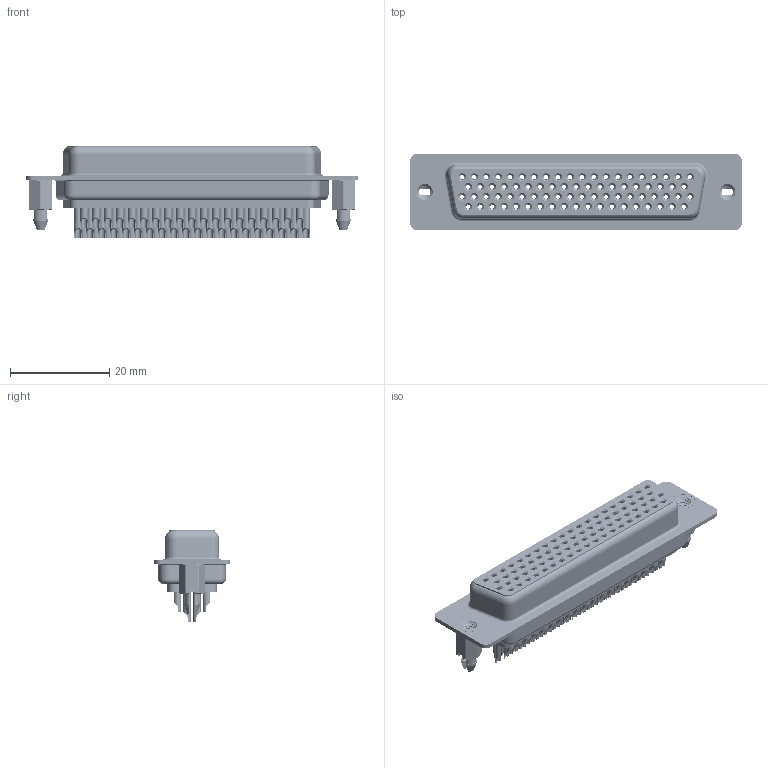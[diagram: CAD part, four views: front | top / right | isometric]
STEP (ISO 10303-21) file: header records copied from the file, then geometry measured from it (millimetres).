
FILE_DESCRIPTION (( 'STEP AP203' ), '1' );
FILE_NAME ('638-078-632-266.STEP', '2020-07-20T05:14:35', ( '' ), ( '' ), 'SwSTEP 2.0', 'SolidWorks 2020', '' );
FILE_SCHEMA (( 'CONFIG_CONTROL_DESIGN' ));
Length unit declared in the file: millimetre
Products named in the file (9): 638 Shell Front_78 Contacts; 638 4-40 Threaded Boardlock_LP; 638 Contact Row 1_32(78); 638 Contact Row 78_32; 638 Contact Row 3_32; 638 Shell Rear_78 Contacts; 638 Housing_78 Contacts; 638-078-632-266; 638 Contact Row 2_32(78)
Assembly tree (83 placements, depth 2):
  638-078-632-266
    638 Housing_78 Contacts
    638 Shell Front_78 Contacts
    638 Shell Rear_78 Contacts
    638 Contact Row 1_32(78)  x19
    638 Contact Row 2_32(78)  x20
    638 Contact Row 3_32  x19
    638 Contact Row 78_32  x20
    638 4-40 Threaded Boardlock_LP  x2
Bounding box: 67 x 15.4 x 18.6 mm (x, y, z)
Volume: 6152.6 mm3; surface area: 22407.9 mm2
Topology: 83 solids, 83 shells, 7295 faces, 18545 edges, 11659 vertices
Faces by surface type: cylinder 2119, plane 1737, bspline 1566, torus 1461, cone 412
Entity records: 53718 total; most frequent: CARTESIAN_POINT 13128, DIRECTION 8445, ORIENTED_EDGE 7392, EDGE_CURVE 3696, AXIS2_PLACEMENT_3D 3573, VERTEX_POINT 2353, EDGE_LOOP 2013, CIRCLE 1969
